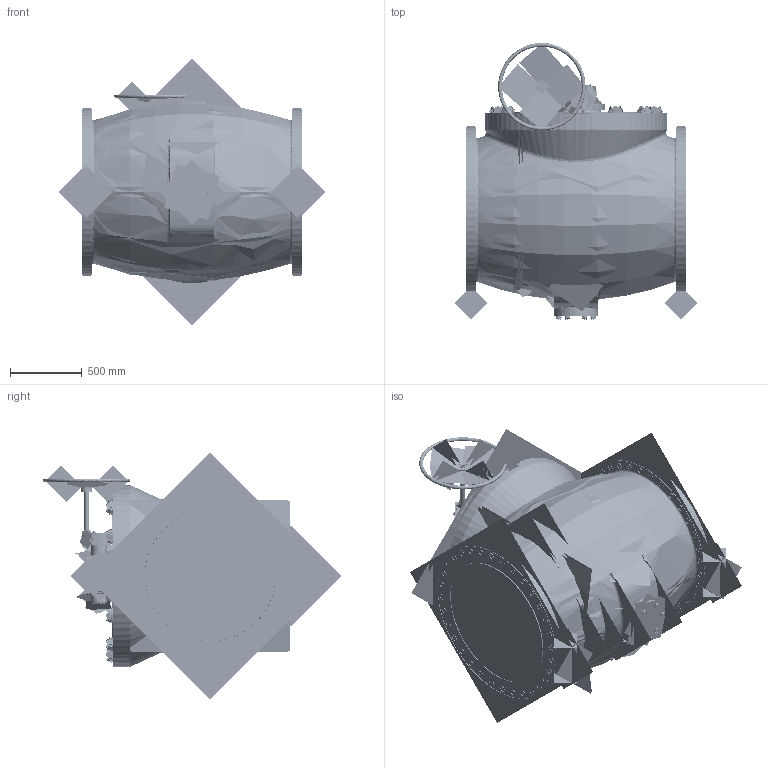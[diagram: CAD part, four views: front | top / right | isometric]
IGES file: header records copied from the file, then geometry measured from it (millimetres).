
Start section:  PTC IGES file: plug_flxfl-36in-handwheel_asm.igs
Global section: file name: plug_flxfl-36in-handwheel_asm.igs; native system: Creo Parametric by Parametric Technology Corporation; preprocessor: 2013050; author: HAPPY; organization: Unknown; date: 20170222.173537; units: inch
Bounding box: 1869.27 x 2079.23 x 1869.27 mm (x, y, z)
Volume: 537028934.8 mm3; surface area: 125819486.5 mm2
Topology: 85 solids, 84 shells, 4748 faces, 23633 edges, 29883 vertices
Faces by surface type: revolution 2506, bspline 1954, extrusion 288
